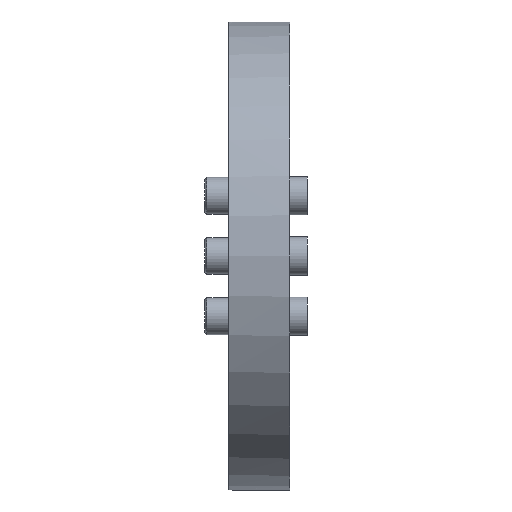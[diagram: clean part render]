
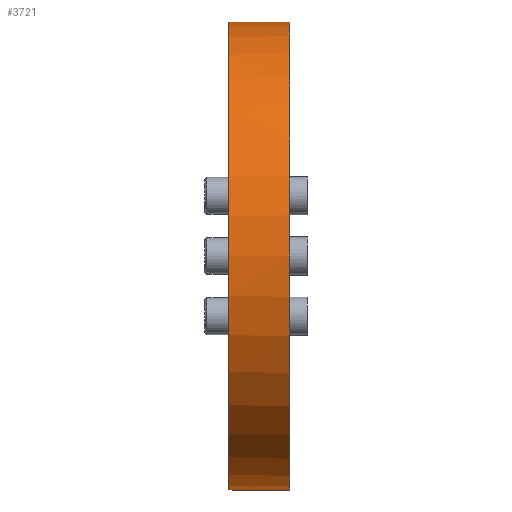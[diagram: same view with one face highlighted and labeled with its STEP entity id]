
A CAD part, left-side view. The second image highlights one B-rep face of the part: STEP entity #3721.
In plain terms, the highlighted cylindrical face has radius 57.15 mm (diameter 114.3 mm), a partial arc.
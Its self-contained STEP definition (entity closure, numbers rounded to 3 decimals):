
#12 = VERTEX_POINT ( 'NONE', #1574 ) ;
#284 = CARTESIAN_POINT ( 'NONE',  ( -0.799, -0.615, 57.144 ) ) ;
#309 = CARTESIAN_POINT ( 'NONE',  ( -0.874, -0.504, 57.143 ) ) ;
#371 = VERTEX_POINT ( 'NONE', #1811 ) ;
#439 = DIRECTION ( 'NONE',  ( 0., 1., 0. ) ) ;
#463 = VERTEX_POINT ( 'NONE', #2461 ) ;
#480 = B_SPLINE_CURVE_WITH_KNOTS ( 'NONE', 3,
 ( #1758, #2096, #2756, #2437, #893, #3369, #3695, #1181, #2740, #1233 ),
 .UNSPECIFIED., .F., .F.,
 ( 4, 2, 2, 2, 4 ),
 ( 0., 0., 0.001, 0.001, 0.002 ),
 .UNSPECIFIED. ) ;
#589 = EDGE_CURVE ( 'NONE', #3373, #12, #2840, .T. ) ;
#603 = CARTESIAN_POINT ( 'NONE',  ( -1., 0., 57.141 ) ) ;
#713 = AXIS2_PLACEMENT_3D ( 'NONE', #1509, #3663, #3626 ) ;
#721 = VECTOR ( 'NONE', #3568, 1000. ) ;
#886 = CARTESIAN_POINT ( 'NONE',  ( -0.974, -0.262, 57.142 ) ) ;
#893 = CARTESIAN_POINT ( 'NONE',  ( -0.799, -0.615, -57.144 ) ) ;
#919 = ORIENTED_EDGE ( 'NONE', *, *, #3495, .T. ) ;
#1087 = CARTESIAN_POINT ( 'NONE',  ( 0., -15., 57.15 ) ) ;
#1091 = ORIENTED_EDGE ( 'NONE', *, *, #1801, .T. ) ;
#1181 = CARTESIAN_POINT ( 'NONE',  ( -0.262, -0.974, -57.15 ) ) ;
#1233 = CARTESIAN_POINT ( 'NONE',  ( 0., -1., -57.15 ) ) ;
#1309 = ORIENTED_EDGE ( 'NONE', *, *, #1328, .F. ) ;
#1328 = EDGE_CURVE ( 'NONE', #371, #2408, #3353, .T. ) ;
#1433 = VERTEX_POINT ( 'NONE', #2769 ) ;
#1442 = CARTESIAN_POINT ( 'NONE',  ( 0., 0., 0. ) ) ;
#1493 = DIRECTION ( 'NONE',  ( 0., 1., 0. ) ) ;
#1505 = CARTESIAN_POINT ( 'NONE',  ( -0.262, -0.974, 57.15 ) ) ;
#1509 = CARTESIAN_POINT ( 'NONE',  ( 0., -15., 0. ) ) ;
#1574 = CARTESIAN_POINT ( 'NONE',  ( 0., -1., 57.15 ) ) ;
#1693 = CARTESIAN_POINT ( 'NONE',  ( 0., -15., 0. ) ) ;
#1758 = CARTESIAN_POINT ( 'NONE',  ( -1., 0., -57.141 ) ) ;
#1801 = EDGE_CURVE ( 'NONE', #371, #463, #480, .T. ) ;
#1811 = CARTESIAN_POINT ( 'NONE',  ( -1., 0., -57.141 ) ) ;
#2031 = CYLINDRICAL_SURFACE ( 'NONE', #713, 57.15 ) ;
#2091 = B_SPLINE_CURVE_WITH_KNOTS ( 'NONE', 3,
 ( #603, #2796, #886, #309, #284, #3689, #3071, #1505, #2766, #3393 ),
 .UNSPECIFIED., .F., .F.,
 ( 4, 2, 2, 2, 4 ),
 ( 0., 0., 0.001, 0.001, 0.002 ),
 .UNSPECIFIED. ) ;
#2096 = CARTESIAN_POINT ( 'NONE',  ( -1., -0.132, -57.141 ) ) ;
#2318 = DIRECTION ( 'NONE',  ( 0., 1., 0. ) ) ;
#2352 = CARTESIAN_POINT ( 'NONE',  ( 0., -15., -57.15 ) ) ;
#2408 = VERTEX_POINT ( 'NONE', #3499 ) ;
#2437 = CARTESIAN_POINT ( 'NONE',  ( -0.874, -0.504, -57.143 ) ) ;
#2461 = CARTESIAN_POINT ( 'NONE',  ( 0., -1., -57.15 ) ) ;
#2499 = EDGE_LOOP ( 'NONE', ( #3277, #919, #3742, #3146, #1309, #1091 ) ) ;
#2531 = EDGE_CURVE ( 'NONE', #2408, #12, #2091, .T. ) ;
#2732 = VECTOR ( 'NONE', #2318, 1000. ) ;
#2740 = CARTESIAN_POINT ( 'NONE',  ( -0.13, -1., -57.15 ) ) ;
#2756 = CARTESIAN_POINT ( 'NONE',  ( -0.974, -0.262, -57.142 ) ) ;
#2766 = CARTESIAN_POINT ( 'NONE',  ( -0.13, -1., 57.15 ) ) ;
#2769 = CARTESIAN_POINT ( 'NONE',  ( 0., -15., -57.15 ) ) ;
#2796 = CARTESIAN_POINT ( 'NONE',  ( -1., -0.132, 57.141 ) ) ;
#2818 = CIRCLE ( 'NONE', #2960, 57.15 ) ;
#2840 = LINE ( 'NONE', #1087, #2732 ) ;
#2863 = CARTESIAN_POINT ( 'NONE',  ( 0., -15., 57.15 ) ) ;
#2865 = LINE ( 'NONE', #2352, #721 ) ;
#2960 = AXIS2_PLACEMENT_3D ( 'NONE', #1693, #439, #3553 ) ;
#3071 = CARTESIAN_POINT ( 'NONE',  ( -0.503, -0.874, 57.148 ) ) ;
#3146 = ORIENTED_EDGE ( 'NONE', *, *, #2531, .F. ) ;
#3277 = ORIENTED_EDGE ( 'NONE', *, *, #3632, .F. ) ;
#3335 = FACE_OUTER_BOUND ( 'NONE', #2499, .T. ) ;
#3353 = CIRCLE ( 'NONE', #3427, 57.15 ) ;
#3369 = CARTESIAN_POINT ( 'NONE',  ( -0.615, -0.8, -57.147 ) ) ;
#3373 = VERTEX_POINT ( 'NONE', #2863 ) ;
#3393 = CARTESIAN_POINT ( 'NONE',  ( 0., -1., 57.15 ) ) ;
#3427 = AXIS2_PLACEMENT_3D ( 'NONE', #1442, #1493, #3599 ) ;
#3495 = EDGE_CURVE ( 'NONE', #1433, #3373, #2818, .T. ) ;
#3499 = CARTESIAN_POINT ( 'NONE',  ( -1., 0., 57.141 ) ) ;
#3553 = DIRECTION ( 'NONE',  ( 0., 0., 1. ) ) ;
#3568 = DIRECTION ( 'NONE',  ( 0., 1., 0. ) ) ;
#3599 = DIRECTION ( 'NONE',  ( 0., 0., 1. ) ) ;
#3626 = DIRECTION ( 'NONE',  ( 0., 0., 1. ) ) ;
#3632 = EDGE_CURVE ( 'NONE', #1433, #463, #2865, .T. ) ;
#3663 = DIRECTION ( 'NONE',  ( 0., 1., 0. ) ) ;
#3689 = CARTESIAN_POINT ( 'NONE',  ( -0.615, -0.8, 57.147 ) ) ;
#3695 = CARTESIAN_POINT ( 'NONE',  ( -0.503, -0.874, -57.148 ) ) ;
#3721 = ADVANCED_FACE ( 'NONE', ( #3335 ), #2031, .T. ) ;
#3742 = ORIENTED_EDGE ( 'NONE', *, *, #589, .T. ) ;
